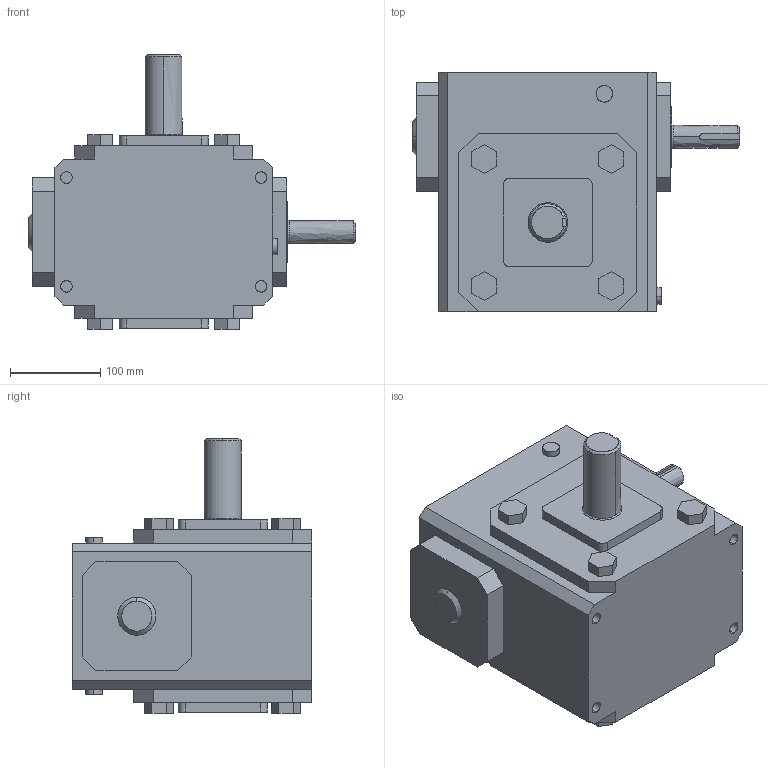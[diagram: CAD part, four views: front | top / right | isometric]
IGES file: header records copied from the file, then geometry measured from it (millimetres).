
Start section: SolidWorks IGES file using analytic representation for surfaces
Global section: file name: 37DEFAU08121320412261.igs; native system: SolidWorks 2017; preprocessor: SolidWorks 2017; author: partstream; date: 170812.132043; units: millimetre
Bounding box: 363.12 x 265.18 x 304.8 mm (x, y, z)
Surface area: 371251.1 mm2 (no closed solid volume)
Topology: 0 solids, 0 shells, 180 faces, 2145 edges, 2157 vertices
Faces by surface type: bspline 132, revolution 48
